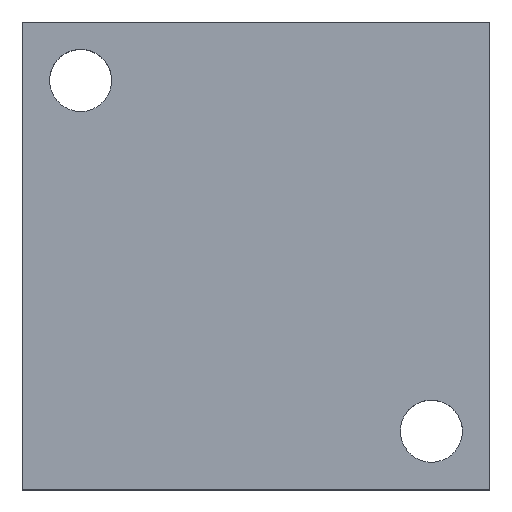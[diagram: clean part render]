
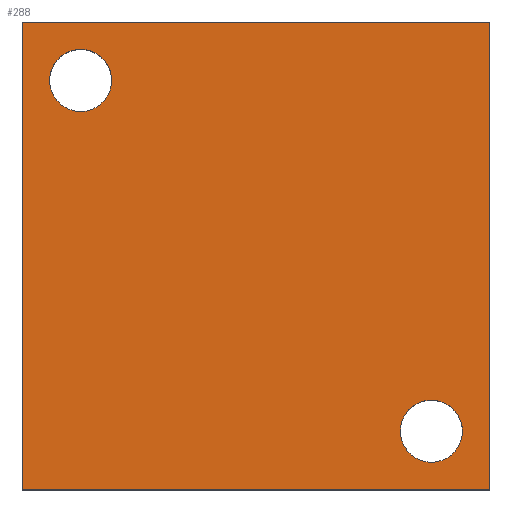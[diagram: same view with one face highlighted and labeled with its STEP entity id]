
A CAD part, top view. The second image highlights one B-rep face of the part: STEP entity #288.
In plain terms, the highlighted planar face has unit normal (0, 0, 1).
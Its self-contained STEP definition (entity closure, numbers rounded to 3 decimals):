
#16=LINE('',#477,#28);
#19=LINE('',#483,#31);
#22=LINE('',#489,#34);
#25=LINE('',#493,#37);
#28=VECTOR('',#400,32.);
#31=VECTOR('',#405,32.);
#34=VECTOR('',#410,32.);
#37=VECTOR('',#415,32.);
#46=PLANE('',#329);
#73=FACE_BOUND('',#131,.T.);
#74=FACE_BOUND('',#132,.T.);
#75=FACE_BOUND('',#133,.T.);
#131=EDGE_LOOP('',(#257));
#132=EDGE_LOOP('',(#258));
#133=EDGE_LOOP('',(#259,#260,#261,#262));
#146=CIRCLE('',#316,2.125);
#150=CIRCLE('',#323,2.125);
#163=VERTEX_POINT('',#457);
#167=VERTEX_POINT('',#468);
#170=VERTEX_POINT('',#474);
#171=VERTEX_POINT('',#476);
#173=VERTEX_POINT('',#482);
#175=VERTEX_POINT('',#488);
#188=EDGE_CURVE('',#163,#163,#146,.T.);
#192=EDGE_CURVE('',#167,#167,#150,.T.);
#195=EDGE_CURVE('',#171,#170,#16,.T.);
#198=EDGE_CURVE('',#173,#171,#19,.T.);
#201=EDGE_CURVE('',#175,#173,#22,.T.);
#204=EDGE_CURVE('',#170,#175,#25,.T.);
#257=ORIENTED_EDGE('',*,*,#188,.T.);
#258=ORIENTED_EDGE('',*,*,#192,.T.);
#259=ORIENTED_EDGE('',*,*,#204,.T.);
#260=ORIENTED_EDGE('',*,*,#201,.T.);
#261=ORIENTED_EDGE('',*,*,#198,.T.);
#262=ORIENTED_EDGE('',*,*,#195,.T.);
#288=ADVANCED_FACE('',(#73,#74,#75),#46,.T.);
#316=AXIS2_PLACEMENT_3D('',#458,#380,#381);
#323=AXIS2_PLACEMENT_3D('',#469,#394,#395);
#329=AXIS2_PLACEMENT_3D('',#495,#418,#419);
#380=DIRECTION('center_axis',(0.,0.,-1.));
#381=DIRECTION('ref_axis',(1.,0.,0.));
#394=DIRECTION('center_axis',(0.,0.,-1.));
#395=DIRECTION('ref_axis',(1.,0.,0.));
#400=DIRECTION('',(0.,-1.,0.));
#405=DIRECTION('',(-1.,0.,0.));
#410=DIRECTION('',(0.,1.,0.));
#415=DIRECTION('',(1.,0.,0.));
#418=DIRECTION('center_axis',(0.,0.,1.));
#419=DIRECTION('ref_axis',(1.,0.,0.));
#457=CARTESIAN_POINT('',(-14.125,12.,12.));
#458=CARTESIAN_POINT('Origin',(-12.,12.,12.));
#468=CARTESIAN_POINT('',(9.875,-12.,12.));
#469=CARTESIAN_POINT('Origin',(12.,-12.,12.));
#474=CARTESIAN_POINT('',(-16.,-16.,12.));
#476=CARTESIAN_POINT('',(-16.,16.,12.));
#477=CARTESIAN_POINT('',(-16.,-16.,12.));
#482=CARTESIAN_POINT('',(16.,16.,12.));
#483=CARTESIAN_POINT('',(-16.,16.,12.));
#488=CARTESIAN_POINT('',(16.,-16.,12.));
#489=CARTESIAN_POINT('',(16.,16.,12.));
#493=CARTESIAN_POINT('',(16.,-16.,12.));
#495=CARTESIAN_POINT('Origin',(0.,0.,12.));
